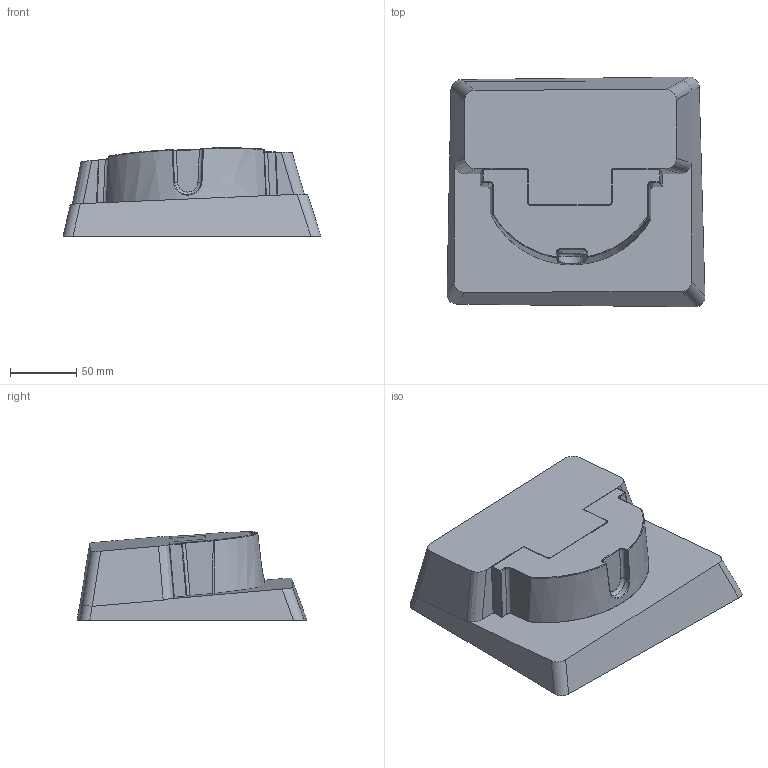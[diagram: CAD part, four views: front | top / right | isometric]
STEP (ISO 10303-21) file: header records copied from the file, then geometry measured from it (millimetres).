
FILE_DESCRIPTION (( 'STEP AP214' ), '1' );
FILE_NAME ('EinRatze_mit_Aufstampfklotz.STEP', '2013-03-01T10:13:09', ( '' ), ( '' ), 'SwSTEP 2.0', 'SolidWorks 2012', '' );
FILE_SCHEMA (( 'AUTOMOTIVE_DESIGN' ));
Length unit declared in the file: millimetre
Products named in the file (1): EinRatze_mit_Aufstampfklotz
Bounding box: 195.1 x 173.97 x 66.82 mm (x, y, z)
Volume: 1380202.1 mm3; surface area: 122401 mm2
Topology: 2 solids, 2 shells, 206 faces, 508 edges, 298 vertices
Faces by surface type: bspline 92, cylinder 79, plane 33, cone 2
Entity records: 8642 total; most frequent: CARTESIAN_POINT 4340, ORIENTED_EDGE 1000, DIRECTION 782, EDGE_CURVE 500, AXIS2_PLACEMENT_3D 308, VERTEX_POINT 298, EDGE_LOOP 206, ADVANCED_FACE 206
